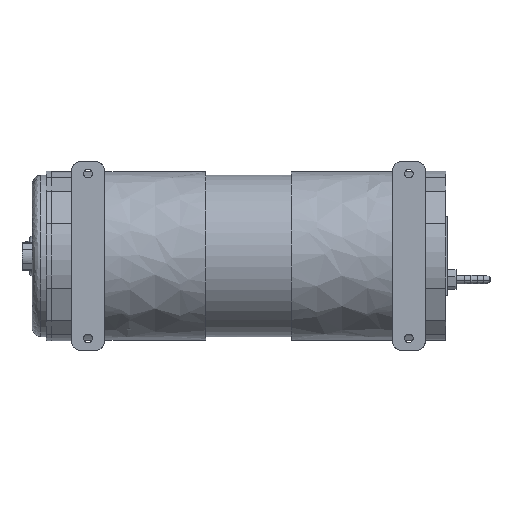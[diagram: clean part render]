
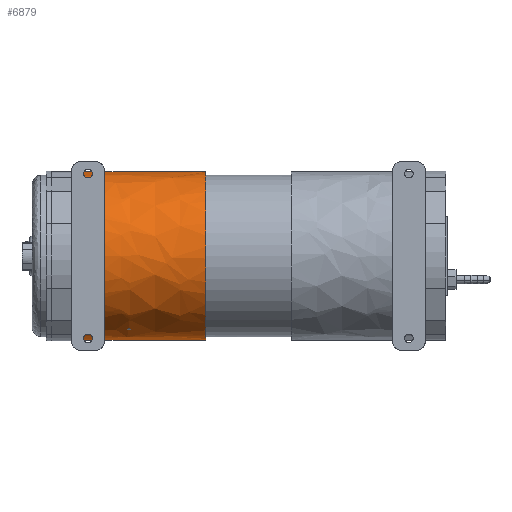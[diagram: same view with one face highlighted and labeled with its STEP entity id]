
A CAD part, front view. The second image highlights one B-rep face of the part: STEP entity #6879.
In plain terms, the highlighted free-form (B-spline) face has degree [2, 1] with [5, 2] control points.
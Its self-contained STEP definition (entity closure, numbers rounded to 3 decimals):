
#6879 = ADVANCED_FACE('',(#6880,#6912,#6944),#7008,.T.);
#6880 = FACE_BOUND('',#6881,.T.);
#6881 = EDGE_LOOP('',(#6882,#6891,#6899,#6906));
#6882 = ORIENTED_EDGE('',*,*,#6883,.T.);
#6883 = EDGE_CURVE('',#6884,#6886,#6888,.T.);
#6884 = VERTEX_POINT('',#6885);
#6885 = CARTESIAN_POINT('',(13.841,59.758,
    254.656));
#6886 = VERTEX_POINT('',#6887);
#6887 = CARTESIAN_POINT('',(-12.843,59.758,
    254.656));
#6888 = B_SPLINE_CURVE_WITH_KNOTS('',1,(#6889,#6890),.UNSPECIFIED.,.F.,
  .F.,(2,2),(59.,77.5),.PIECEWISE_BEZIER_KNOTS.);
#6889 = CARTESIAN_POINT('',(13.841,59.758,
    254.656));
#6890 = CARTESIAN_POINT('',(-12.843,59.758,
    254.656));
#6891 = ORIENTED_EDGE('',*,*,#6892,.T.);
#6892 = EDGE_CURVE('',#6886,#6893,#6895,.T.);
#6893 = VERTEX_POINT('',#6894);
#6894 = CARTESIAN_POINT('',(-12.843,46.767,
    271.095));
#6895 = ( BOUNDED_CURVE() B_SPLINE_CURVE(2,(#6896,#6897,#6898),
.UNSPECIFIED.,.F.,.F.) B_SPLINE_CURVE_WITH_KNOTS((3,3),(3.895,
4.192),.PIECEWISE_BEZIER_KNOTS.) CURVE() 
GEOMETRIC_REPRESENTATION_ITEM() RATIONAL_B_SPLINE_CURVE((1.,
0.989,1.)) REPRESENTATION_ITEM('') );
#6896 = CARTESIAN_POINT('',(-12.843,59.758,
    254.656));
#6897 = CARTESIAN_POINT('',(-12.843,52.031,
    261.902));
#6898 = CARTESIAN_POINT('',(-12.843,46.767,
    271.095));
#6899 = ORIENTED_EDGE('',*,*,#6900,.F.);
#6900 = EDGE_CURVE('',#6901,#6893,#6903,.T.);
#6901 = VERTEX_POINT('',#6902);
#6902 = CARTESIAN_POINT('',(13.841,46.767,
    271.095));
#6903 = B_SPLINE_CURVE_WITH_KNOTS('',1,(#6904,#6905),.UNSPECIFIED.,.F.,
  .F.,(2,2),(59.,77.5),.PIECEWISE_BEZIER_KNOTS.);
#6904 = CARTESIAN_POINT('',(13.841,46.767,
    271.095));
#6905 = CARTESIAN_POINT('',(-12.843,46.767,
    271.095));
#6906 = ORIENTED_EDGE('',*,*,#6907,.F.);
#6907 = EDGE_CURVE('',#6884,#6901,#6908,.T.);
#6908 = ( BOUNDED_CURVE() B_SPLINE_CURVE(2,(#6909,#6910,#6911),
.UNSPECIFIED.,.F.,.F.) B_SPLINE_CURVE_WITH_KNOTS((3,3),(3.895,
4.192),.PIECEWISE_BEZIER_KNOTS.) CURVE() 
GEOMETRIC_REPRESENTATION_ITEM() RATIONAL_B_SPLINE_CURVE((1.,
0.989,1.)) REPRESENTATION_ITEM('') );
#6909 = CARTESIAN_POINT('',(13.841,59.758,
    254.656));
#6910 = CARTESIAN_POINT('',(13.841,52.031,
    261.902));
#6911 = CARTESIAN_POINT('',(13.841,46.767,
    271.095));
#6912 = FACE_BOUND('',#6913,.T.);
#6913 = EDGE_LOOP('',(#6914,#6923,#6931,#6938));
#6914 = ORIENTED_EDGE('',*,*,#6915,.T.);
#6915 = EDGE_CURVE('',#6916,#6918,#6920,.T.);
#6916 = VERTEX_POINT('',#6917);
#6917 = CARTESIAN_POINT('',(13.841,46.767,
    341.33));
#6918 = VERTEX_POINT('',#6919);
#6919 = CARTESIAN_POINT('',(-12.843,46.767,
    341.33));
#6920 = B_SPLINE_CURVE_WITH_KNOTS('',1,(#6921,#6922),.UNSPECIFIED.,.F.,
  .F.,(2,2),(59.,77.5),.PIECEWISE_BEZIER_KNOTS.);
#6921 = CARTESIAN_POINT('',(13.841,46.767,
    341.33));
#6922 = CARTESIAN_POINT('',(-12.843,46.767,
    341.33));
#6923 = ORIENTED_EDGE('',*,*,#6924,.T.);
#6924 = EDGE_CURVE('',#6918,#6925,#6927,.T.);
#6925 = VERTEX_POINT('',#6926);
#6926 = CARTESIAN_POINT('',(-12.843,59.758,
    357.768));
#6927 = ( BOUNDED_CURVE() B_SPLINE_CURVE(2,(#6928,#6929,#6930),
.UNSPECIFIED.,.F.,.F.) B_SPLINE_CURVE_WITH_KNOTS((3,3),(5.232,
5.53),.PIECEWISE_BEZIER_KNOTS.) CURVE() 
GEOMETRIC_REPRESENTATION_ITEM() RATIONAL_B_SPLINE_CURVE((1.,
0.989,1.)) REPRESENTATION_ITEM('') );
#6928 = CARTESIAN_POINT('',(-12.843,46.767,
    341.33));
#6929 = CARTESIAN_POINT('',(-12.843,52.031,
    350.522));
#6930 = CARTESIAN_POINT('',(-12.843,59.758,
    357.768));
#6931 = ORIENTED_EDGE('',*,*,#6932,.F.);
#6932 = EDGE_CURVE('',#6933,#6925,#6935,.T.);
#6933 = VERTEX_POINT('',#6934);
#6934 = CARTESIAN_POINT('',(13.841,59.758,
    357.768));
#6935 = B_SPLINE_CURVE_WITH_KNOTS('',1,(#6936,#6937),.UNSPECIFIED.,.F.,
  .F.,(2,2),(59.,77.5),.PIECEWISE_BEZIER_KNOTS.);
#6936 = CARTESIAN_POINT('',(13.841,59.758,
    357.768));
#6937 = CARTESIAN_POINT('',(-12.843,59.758,
    357.768));
#6938 = ORIENTED_EDGE('',*,*,#6939,.F.);
#6939 = EDGE_CURVE('',#6916,#6933,#6940,.T.);
#6940 = ( BOUNDED_CURVE() B_SPLINE_CURVE(2,(#6941,#6942,#6943),
.UNSPECIFIED.,.F.,.F.) B_SPLINE_CURVE_WITH_KNOTS((3,3),(5.232,
5.53),.PIECEWISE_BEZIER_KNOTS.) CURVE() 
GEOMETRIC_REPRESENTATION_ITEM() RATIONAL_B_SPLINE_CURVE((1.,
0.989,1.)) REPRESENTATION_ITEM('') );
#6941 = CARTESIAN_POINT('',(13.841,46.767,
    341.33));
#6942 = CARTESIAN_POINT('',(13.841,52.031,
    350.522));
#6943 = CARTESIAN_POINT('',(13.841,59.758,
    357.768));
#6944 = FACE_BOUND('',#6945,.T.);
#6945 = EDGE_LOOP('',(#6946,#6958,#6965,#6973,#6980,#6988,#6995,#7003));
#6946 = ORIENTED_EDGE('',*,*,#6947,.T.);
#6947 = EDGE_CURVE('',#6948,#6950,#6952,.T.);
#6948 = VERTEX_POINT('',#6949);
#6949 = CARTESIAN_POINT('',(98.94,108.101,235.536
    ));
#6950 = VERTEX_POINT('',#6951);
#6951 = CARTESIAN_POINT('',(98.94,108.101,
    376.888));
#6952 = ( BOUNDED_CURVE() B_SPLINE_CURVE(2,(#6953,#6954,#6955,#6956,
#6957),.UNSPECIFIED.,.F.,.F.) B_SPLINE_CURVE_WITH_KNOTS((3,2,3),(0.,
1.571,3.142),.PIECEWISE_BEZIER_KNOTS.) CURVE() 
GEOMETRIC_REPRESENTATION_ITEM() RATIONAL_B_SPLINE_CURVE((1.,
0.707,1.,0.707,1.)) REPRESENTATION_ITEM('') );
#6953 = CARTESIAN_POINT('',(98.94,108.101,235.536
    ));
#6954 = CARTESIAN_POINT('',(98.94,37.425,
    235.536));
#6955 = CARTESIAN_POINT('',(98.94,37.425,
    306.212));
#6956 = CARTESIAN_POINT('',(98.94,37.425,
    376.888));
#6957 = CARTESIAN_POINT('',(98.94,108.101,
    376.888));
#6958 = ORIENTED_EDGE('',*,*,#6959,.T.);
#6959 = EDGE_CURVE('',#6950,#6960,#6962,.T.);
#6960 = VERTEX_POINT('',#6961);
#6961 = CARTESIAN_POINT('',(-13.564,108.101,
    376.888));
#6962 = B_SPLINE_CURVE_WITH_KNOTS('',1,(#6963,#6964),.UNSPECIFIED.,.F.,
  .F.,(2,2),(0.,78.),.PIECEWISE_BEZIER_KNOTS.);
#6963 = CARTESIAN_POINT('',(98.94,108.101,
    376.888));
#6964 = CARTESIAN_POINT('',(-13.564,108.101,
    376.888));
#6965 = ORIENTED_EDGE('',*,*,#6966,.T.);
#6966 = EDGE_CURVE('',#6960,#6967,#6969,.T.);
#6967 = VERTEX_POINT('',#6968);
#6968 = CARTESIAN_POINT('',(-13.564,44.637,
    337.315));
#6969 = ( BOUNDED_CURVE() B_SPLINE_CURVE(2,(#6970,#6971,#6972),
.UNSPECIFIED.,.F.,.F.) B_SPLINE_CURVE_WITH_KNOTS((3,3),(3.142,
4.257),.PIECEWISE_BEZIER_KNOTS.) CURVE() 
GEOMETRIC_REPRESENTATION_ITEM() RATIONAL_B_SPLINE_CURVE((1.,
0.849,1.)) REPRESENTATION_ITEM('') );
#6970 = CARTESIAN_POINT('',(-13.564,108.101,
    376.888));
#6971 = CARTESIAN_POINT('',(-13.564,64.031,
    376.888));
#6972 = CARTESIAN_POINT('',(-13.564,44.637,
    337.315));
#6973 = ORIENTED_EDGE('',*,*,#6974,.T.);
#6974 = EDGE_CURVE('',#6967,#6975,#6977,.T.);
#6975 = VERTEX_POINT('',#6976);
#6976 = CARTESIAN_POINT('',(13.841,44.637,
    337.315));
#6977 = B_SPLINE_CURVE_WITH_KNOTS('',1,(#6978,#6979),.UNSPECIFIED.,.F.,
  .F.,(2,2),(-78.,-59.),.PIECEWISE_BEZIER_KNOTS.);
#6978 = CARTESIAN_POINT('',(-13.564,44.637,
    337.315));
#6979 = CARTESIAN_POINT('',(13.841,44.637,
    337.315));
#6980 = ORIENTED_EDGE('',*,*,#6981,.F.);
#6981 = EDGE_CURVE('',#6982,#6975,#6984,.T.);
#6982 = VERTEX_POINT('',#6983);
#6983 = CARTESIAN_POINT('',(13.841,44.637,
    275.109));
#6984 = ( BOUNDED_CURVE() B_SPLINE_CURVE(2,(#6985,#6986,#6987),
.UNSPECIFIED.,.F.,.F.) B_SPLINE_CURVE_WITH_KNOTS((3,3),(4.257,
5.168),.PIECEWISE_BEZIER_KNOTS.) CURVE() 
GEOMETRIC_REPRESENTATION_ITEM() RATIONAL_B_SPLINE_CURVE((1.,
0.898,1.)) REPRESENTATION_ITEM('') );
#6985 = CARTESIAN_POINT('',(13.841,44.637,
    275.109));
#6986 = CARTESIAN_POINT('',(13.841,29.394,
    306.212));
#6987 = CARTESIAN_POINT('',(13.841,44.637,
    337.315));
#6988 = ORIENTED_EDGE('',*,*,#6989,.T.);
#6989 = EDGE_CURVE('',#6982,#6990,#6992,.T.);
#6990 = VERTEX_POINT('',#6991);
#6991 = CARTESIAN_POINT('',(-13.564,44.637,
    275.109));
#6992 = B_SPLINE_CURVE_WITH_KNOTS('',1,(#6993,#6994),.UNSPECIFIED.,.F.,
  .F.,(2,2),(59.,78.),.PIECEWISE_BEZIER_KNOTS.);
#6993 = CARTESIAN_POINT('',(13.841,44.637,
    275.109));
#6994 = CARTESIAN_POINT('',(-13.564,44.637,
    275.109));
#6995 = ORIENTED_EDGE('',*,*,#6996,.T.);
#6996 = EDGE_CURVE('',#6990,#6997,#6999,.T.);
#6997 = VERTEX_POINT('',#6998);
#6998 = CARTESIAN_POINT('',(-13.564,108.101,
    235.536));
#6999 = ( BOUNDED_CURVE() B_SPLINE_CURVE(2,(#7000,#7001,#7002),
.UNSPECIFIED.,.F.,.F.) B_SPLINE_CURVE_WITH_KNOTS((3,3),(5.168,
6.283),.PIECEWISE_BEZIER_KNOTS.) CURVE() 
GEOMETRIC_REPRESENTATION_ITEM() RATIONAL_B_SPLINE_CURVE((1.,
0.849,1.)) REPRESENTATION_ITEM('') );
#7000 = CARTESIAN_POINT('',(-13.564,44.637,
    275.109));
#7001 = CARTESIAN_POINT('',(-13.564,64.031,
    235.536));
#7002 = CARTESIAN_POINT('',(-13.564,108.101,
    235.536));
#7003 = ORIENTED_EDGE('',*,*,#7004,.F.);
#7004 = EDGE_CURVE('',#6948,#6997,#7005,.T.);
#7005 = B_SPLINE_CURVE_WITH_KNOTS('',1,(#7006,#7007),.UNSPECIFIED.,.F.,
  .F.,(2,2),(0.,78.),.PIECEWISE_BEZIER_KNOTS.);
#7006 = CARTESIAN_POINT('',(98.94,108.101,235.536
    ));
#7007 = CARTESIAN_POINT('',(-13.564,108.101,
    235.536));
#7008 = ( BOUNDED_SURFACE() B_SPLINE_SURFACE(2,1,(
    (#7009,#7010)
    ,(#7011,#7012)
    ,(#7013,#7014)
    ,(#7015,#7016)
    ,(#7017,#7018
)),.UNSPECIFIED.,.F.,.F.,.F.) B_SPLINE_SURFACE_WITH_KNOTS((3,2,3),(2,2),
  (0.,1.571,3.142),(0.,78.),.PIECEWISE_BEZIER_KNOTS.) 
GEOMETRIC_REPRESENTATION_ITEM() RATIONAL_B_SPLINE_SURFACE((
    (1.,1.)
    ,(0.707,0.707)
    ,(1.,1.)
    ,(0.707,0.707)
,(1.,1.))) REPRESENTATION_ITEM('') SURFACE() );
#7009 = CARTESIAN_POINT('',(98.94,108.101,235.536
    ));
#7010 = CARTESIAN_POINT('',(-13.564,108.101,
    235.536));
#7011 = CARTESIAN_POINT('',(98.94,37.425,
    235.536));
#7012 = CARTESIAN_POINT('',(-13.564,37.425,
    235.536));
#7013 = CARTESIAN_POINT('',(98.94,37.425,
    306.212));
#7014 = CARTESIAN_POINT('',(-13.564,37.425,
    306.212));
#7015 = CARTESIAN_POINT('',(98.94,37.425,
    376.888));
#7016 = CARTESIAN_POINT('',(-13.564,37.425,
    376.888));
#7017 = CARTESIAN_POINT('',(98.94,108.101,
    376.888));
#7018 = CARTESIAN_POINT('',(-13.564,108.101,
    376.888));
